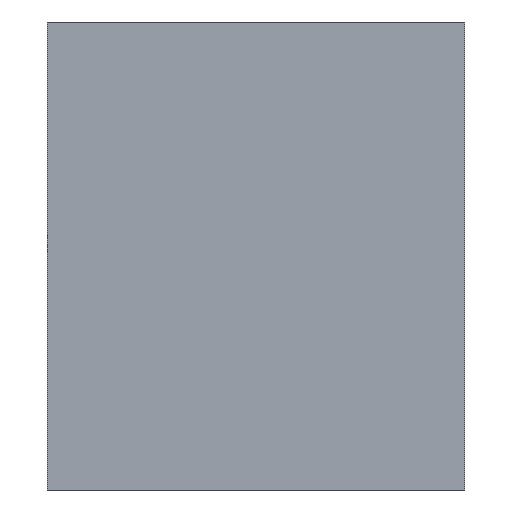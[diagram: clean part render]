
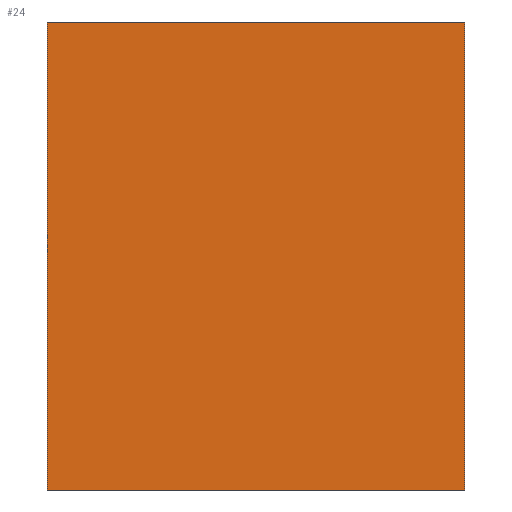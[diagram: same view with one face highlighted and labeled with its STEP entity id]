
A CAD part, top view. The second image highlights one B-rep face of the part: STEP entity #24.
In plain terms, the highlighted planar face has unit normal (0, 0, 1).
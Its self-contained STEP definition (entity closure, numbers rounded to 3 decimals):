
#3 = EDGE_CURVE ( 'NONE', #67, #44, #60, .T. ) ;
#4 = CARTESIAN_POINT ( 'NONE',  ( 0., 0., 0. ) ) ;
#7 = EDGE_CURVE ( 'NONE', #44, #54, #50, .T. ) ;
#9 = LINE ( 'NONE', #64, #33 ) ;
#10 = ORIENTED_EDGE ( 'NONE', *, *, #3, .T. ) ;
#11 = CARTESIAN_POINT ( 'NONE',  ( 0., 69.598, 0. ) ) ;
#12 = DIRECTION ( 'NONE',  ( 0., 1., 0. ) ) ;
#13 = ORIENTED_EDGE ( 'NONE', *, *, #79, .T. ) ;
#15 = CARTESIAN_POINT ( 'NONE',  ( 0., 0., 0. ) ) ;
#18 = EDGE_LOOP ( 'NONE', ( #10, #23, #75, #13 ) ) ;
#19 = VECTOR ( 'NONE', #55, 1000. ) ;
#23 = ORIENTED_EDGE ( 'NONE', *, *, #7, .T. ) ;
#24 = ADVANCED_FACE ( 'NONE', ( #73 ), #65, .F. ) ;
#31 = DIRECTION ( 'NONE',  ( 0., 0., -1. ) ) ;
#33 = VECTOR ( 'NONE', #48, 1000. ) ;
#35 = CARTESIAN_POINT ( 'NONE',  ( 62.029, 0., 0. ) ) ;
#37 = DIRECTION ( 'NONE',  ( 1., 0., 0. ) ) ;
#39 = AXIS2_PLACEMENT_3D ( 'NONE', #4, #31, #41 ) ;
#40 = VECTOR ( 'NONE', #12, 1000. ) ;
#41 = DIRECTION ( 'NONE',  ( -1., 0., 0. ) ) ;
#44 = VERTEX_POINT ( 'NONE', #69 ) ;
#47 = CARTESIAN_POINT ( 'NONE',  ( 62.029, 0., 0. ) ) ;
#48 = DIRECTION ( 'NONE',  ( -1., 0., 0. ) ) ;
#50 = LINE ( 'NONE', #15, #62 ) ;
#54 = VERTEX_POINT ( 'NONE', #35 ) ;
#55 = DIRECTION ( 'NONE',  ( 0., -1., 0. ) ) ;
#59 = EDGE_CURVE ( 'NONE', #54, #74, #78, .T. ) ;
#60 = LINE ( 'NONE', #68, #19 ) ;
#62 = VECTOR ( 'NONE', #37, 1000. ) ;
#63 = CARTESIAN_POINT ( 'NONE',  ( 62.029, 69.598, 0. ) ) ;
#64 = CARTESIAN_POINT ( 'NONE',  ( 0., 69.598, 0. ) ) ;
#65 = PLANE ( 'NONE',  #39 ) ;
#67 = VERTEX_POINT ( 'NONE', #11 ) ;
#68 = CARTESIAN_POINT ( 'NONE',  ( 0., 0., 0. ) ) ;
#69 = CARTESIAN_POINT ( 'NONE',  ( 0., 0., 0. ) ) ;
#73 = FACE_OUTER_BOUND ( 'NONE', #18, .T. ) ;
#74 = VERTEX_POINT ( 'NONE', #63 ) ;
#75 = ORIENTED_EDGE ( 'NONE', *, *, #59, .T. ) ;
#78 = LINE ( 'NONE', #47, #40 ) ;
#79 = EDGE_CURVE ( 'NONE', #74, #67, #9, .T. ) ;
